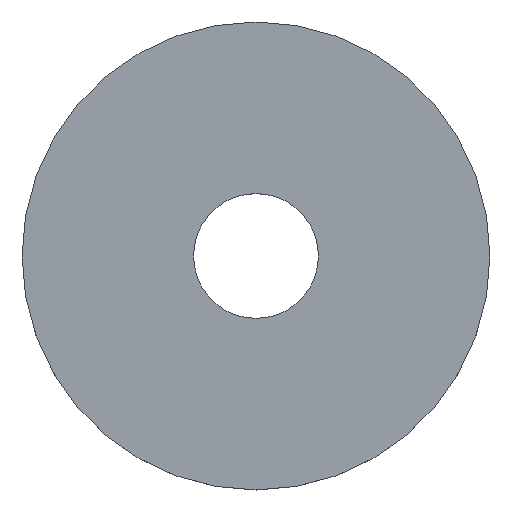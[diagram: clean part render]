
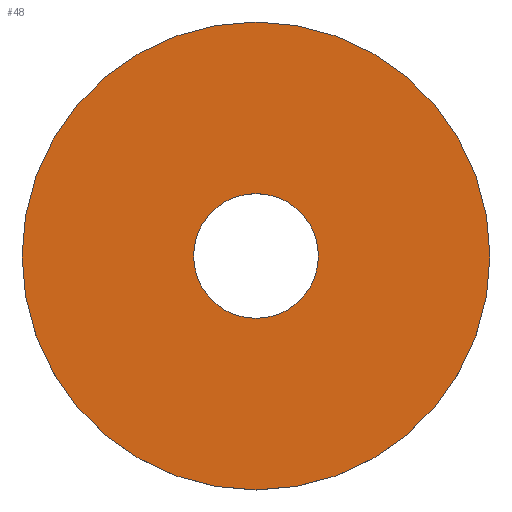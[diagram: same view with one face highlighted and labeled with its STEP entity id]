
A CAD part, top view. The second image highlights one B-rep face of the part: STEP entity #48.
In plain terms, the highlighted planar face has unit normal (0, 0, 1).
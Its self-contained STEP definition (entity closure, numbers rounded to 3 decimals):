
#4 = CARTESIAN_POINT ( 'NONE',  ( 0., 4., 2. ) ) ;
#8 = DIRECTION ( 'NONE',  ( 0., 0., -1. ) ) ;
#9 = CARTESIAN_POINT ( 'NONE',  ( 0., 0., 2. ) ) ;
#27 = EDGE_LOOP ( 'NONE', ( #144 ) ) ;
#34 = FACE_BOUND ( 'NONE', #27, .T. ) ;
#38 = DIRECTION ( 'NONE',  ( 0., -1., 0. ) ) ;
#48 = ADVANCED_FACE ( 'NONE', ( #34, #125 ), #79, .T. ) ;
#61 = AXIS2_PLACEMENT_3D ( 'NONE', #105, #8, #116 ) ;
#62 = VERTEX_POINT ( 'NONE', #4 ) ;
#65 = AXIS2_PLACEMENT_3D ( 'NONE', #137, #150, #38 ) ;
#66 = EDGE_CURVE ( 'NONE', #161, #161, #69, .T. ) ;
#69 = CIRCLE ( 'NONE', #115, 15. ) ;
#74 = ORIENTED_EDGE ( 'NONE', *, *, #66, .F. ) ;
#79 = PLANE ( 'NONE',  #65 ) ;
#87 = CIRCLE ( 'NONE', #61, 4. ) ;
#90 = DIRECTION ( 'NONE',  ( 0., 0., -1. ) ) ;
#97 = EDGE_LOOP ( 'NONE', ( #74 ) ) ;
#105 = CARTESIAN_POINT ( 'NONE',  ( 0., 0., 2. ) ) ;
#115 = AXIS2_PLACEMENT_3D ( 'NONE', #9, #90, #127 ) ;
#116 = DIRECTION ( 'NONE',  ( 0., 1., 0. ) ) ;
#125 = FACE_OUTER_BOUND ( 'NONE', #97, .T. ) ;
#127 = DIRECTION ( 'NONE',  ( 0., 1., 0. ) ) ;
#137 = CARTESIAN_POINT ( 'NONE',  ( 0., 4., 2. ) ) ;
#142 = EDGE_CURVE ( 'NONE', #62, #62, #87, .T. ) ;
#144 = ORIENTED_EDGE ( 'NONE', *, *, #142, .T. ) ;
#150 = DIRECTION ( 'NONE',  ( 0., 0., 1. ) ) ;
#161 = VERTEX_POINT ( 'NONE', #163 ) ;
#163 = CARTESIAN_POINT ( 'NONE',  ( 0., 15., 2. ) ) ;
